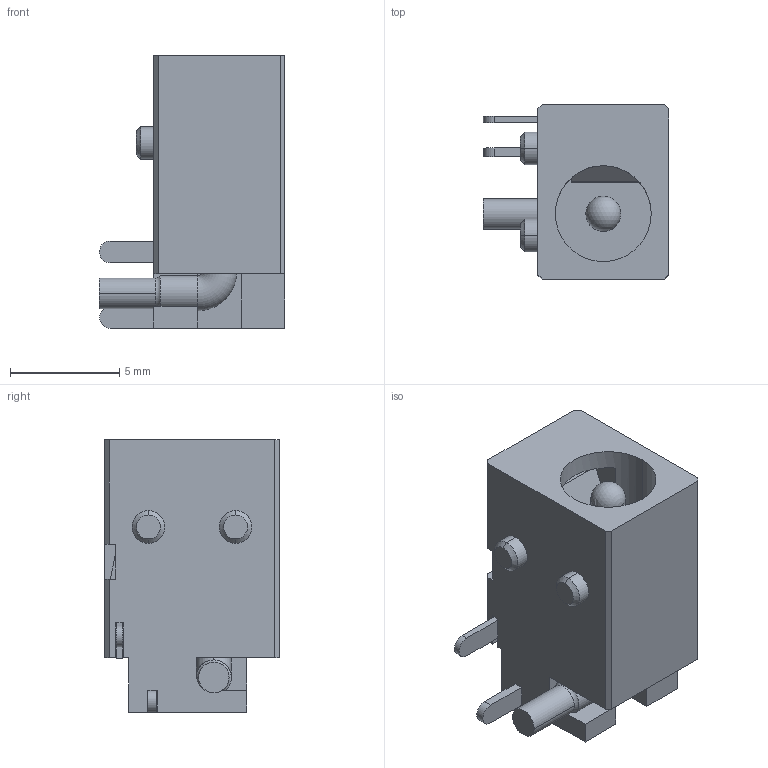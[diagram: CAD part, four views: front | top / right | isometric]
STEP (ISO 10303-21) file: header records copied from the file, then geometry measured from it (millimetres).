
FILE_DESCRIPTION((''),'2;1');
FILE_NAME('ADC-055B-9','2024-07-12T',('User'),(''),'CREO PARAMETRIC BY PTC INC, 2015200','CREO PARAMETRIC BY PTC INC, 2015200','');
FILE_SCHEMA(('CONFIG_CONTROL_DESIGN'));
Length unit declared in the file: millimetre
Products named in the file (1): ADC-055B-9
Bounding box: 8.51 x 8 x 12.5 mm (x, y, z)
Volume: 335.5 mm3; surface area: 901.5 mm2
Topology: 1 solids, 1 shells, 190 faces, 526 edges, 331 vertices
Faces by surface type: plane 122, cylinder 42, bspline 17, torus 4, cone 4, sphere 1
Entity records: 6545 total; most frequent: CARTESIAN_POINT 1697, ORIENTED_EDGE 1048, DIRECTION 934, EDGE_CURVE 524, VECTOR 396, LINE 396, VERTEX_POINT 331, AXIS2_PLACEMENT_3D 269
